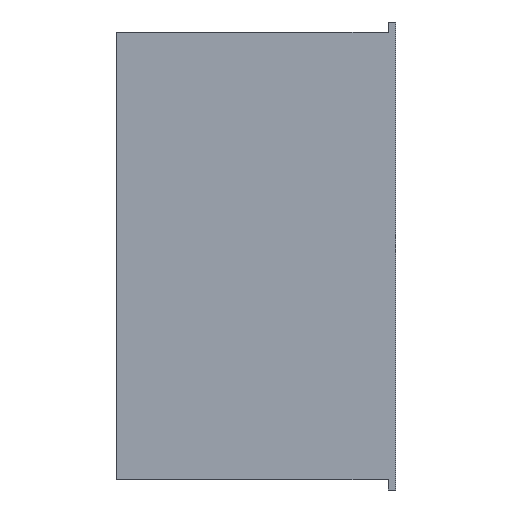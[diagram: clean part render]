
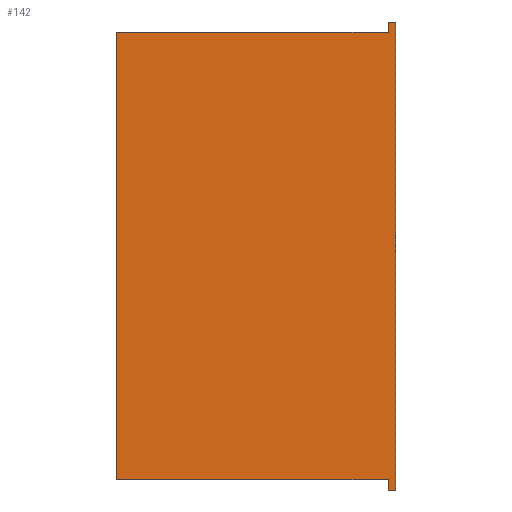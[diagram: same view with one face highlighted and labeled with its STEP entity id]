
A CAD part, front view. The second image highlights one B-rep face of the part: STEP entity #142.
In plain terms, the highlighted planar face has unit normal (0, -1, 0).
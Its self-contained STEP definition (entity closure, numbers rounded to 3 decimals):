
#123 = EDGE_CURVE ( 'NONE', #890, #180, #1325, .T. ) ;
#127 = VERTEX_POINT ( 'NONE', #1411 ) ;
#142 = ADVANCED_FACE ( 'NONE', ( #788 ), #1416, .T. ) ;
#180 = VERTEX_POINT ( 'NONE', #765 ) ;
#191 = VERTEX_POINT ( 'NONE', #1279 ) ;
#199 = EDGE_CURVE ( 'NONE', #1252, #587, #944, .T. ) ;
#203 = VECTOR ( 'NONE', #1165, 1000. ) ;
#236 = VERTEX_POINT ( 'NONE', #657 ) ;
#253 = DIRECTION ( 'NONE',  ( -1., 0., 0. ) ) ;
#257 = LINE ( 'NONE', #1116, #965 ) ;
#265 = DIRECTION ( 'NONE',  ( 0., 0., -1. ) ) ;
#332 = CARTESIAN_POINT ( 'NONE',  ( 54., -4., 89. ) ) ;
#338 = DIRECTION ( 'NONE',  ( -1., 0., 0. ) ) ;
#367 = ORIENTED_EDGE ( 'NONE', *, *, #1509, .T. ) ;
#384 = DIRECTION ( 'NONE',  ( 0., 0., -1. ) ) ;
#387 = CARTESIAN_POINT ( 'NONE',  ( 57., -4., 93. ) ) ;
#404 = VECTOR ( 'NONE', #338, 1000. ) ;
#405 = DIRECTION ( 'NONE',  ( 0., 0., -1. ) ) ;
#456 = DIRECTION ( 'NONE',  ( 0., 0., -1. ) ) ;
#497 = CARTESIAN_POINT ( 'NONE',  ( 57., -4., 93. ) ) ;
#507 = DIRECTION ( 'NONE',  ( 0., 0., -1. ) ) ;
#578 = LINE ( 'NONE', #629, #203 ) ;
#587 = VERTEX_POINT ( 'NONE', #1614 ) ;
#606 = ORIENTED_EDGE ( 'NONE', *, *, #974, .T. ) ;
#622 = CARTESIAN_POINT ( 'NONE',  ( 54., -4., 93. ) ) ;
#629 = CARTESIAN_POINT ( 'NONE',  ( -54., -4., -89. ) ) ;
#657 = CARTESIAN_POINT ( 'NONE',  ( -54., -4., 89. ) ) ;
#666 = LINE ( 'NONE', #497, #846 ) ;
#681 = VECTOR ( 'NONE', #507, 1000. ) ;
#705 = EDGE_CURVE ( 'NONE', #972, #587, #257, .T. ) ;
#721 = VECTOR ( 'NONE', #265, 1000. ) ;
#739 = EDGE_LOOP ( 'NONE', ( #606, #1286, #1149, #1442, #1053, #1311, #1115, #367 ) ) ;
#765 = CARTESIAN_POINT ( 'NONE',  ( 54., -4., 89. ) ) ;
#778 = CARTESIAN_POINT ( 'NONE',  ( 54., -4., 93. ) ) ;
#788 = FACE_OUTER_BOUND ( 'NONE', #739, .T. ) ;
#846 = VECTOR ( 'NONE', #253, 1000. ) ;
#890 = VERTEX_POINT ( 'NONE', #622 ) ;
#897 = EDGE_CURVE ( 'NONE', #127, #972, #1089, .T. ) ;
#905 = CARTESIAN_POINT ( 'NONE',  ( 57., -4., -93. ) ) ;
#944 = LINE ( 'NONE', #778, #1460 ) ;
#965 = VECTOR ( 'NONE', #1627, 1000. ) ;
#972 = VERTEX_POINT ( 'NONE', #905 ) ;
#974 = EDGE_CURVE ( 'NONE', #191, #1252, #578, .T. ) ;
#1031 = CARTESIAN_POINT ( 'NONE',  ( 54., -4., 93. ) ) ;
#1052 = CARTESIAN_POINT ( 'NONE',  ( 54., -4., -89. ) ) ;
#1053 = ORIENTED_EDGE ( 'NONE', *, *, #1094, .T. ) ;
#1089 = LINE ( 'NONE', #387, #721 ) ;
#1094 = EDGE_CURVE ( 'NONE', #127, #890, #666, .T. ) ;
#1115 = ORIENTED_EDGE ( 'NONE', *, *, #1402, .T. ) ;
#1116 = CARTESIAN_POINT ( 'NONE',  ( 57., -4., -93. ) ) ;
#1131 = AXIS2_PLACEMENT_3D ( 'NONE', #1157, #1539, #405 ) ;
#1149 = ORIENTED_EDGE ( 'NONE', *, *, #705, .F. ) ;
#1157 = CARTESIAN_POINT ( 'NONE',  ( 0., -4., 0. ) ) ;
#1165 = DIRECTION ( 'NONE',  ( 1., 0., 0. ) ) ;
#1202 = LINE ( 'NONE', #1600, #1615 ) ;
#1252 = VERTEX_POINT ( 'NONE', #1052 ) ;
#1279 = CARTESIAN_POINT ( 'NONE',  ( -54., -4., -89. ) ) ;
#1286 = ORIENTED_EDGE ( 'NONE', *, *, #199, .T. ) ;
#1311 = ORIENTED_EDGE ( 'NONE', *, *, #123, .T. ) ;
#1325 = LINE ( 'NONE', #1031, #681 ) ;
#1396 = LINE ( 'NONE', #332, #404 ) ;
#1402 = EDGE_CURVE ( 'NONE', #180, #236, #1396, .T. ) ;
#1411 = CARTESIAN_POINT ( 'NONE',  ( 57., -4., 93. ) ) ;
#1416 = PLANE ( 'NONE',  #1131 ) ;
#1442 = ORIENTED_EDGE ( 'NONE', *, *, #897, .F. ) ;
#1460 = VECTOR ( 'NONE', #384, 1000. ) ;
#1509 = EDGE_CURVE ( 'NONE', #236, #191, #1202, .T. ) ;
#1539 = DIRECTION ( 'NONE',  ( 0., -1., 0. ) ) ;
#1600 = CARTESIAN_POINT ( 'NONE',  ( -54., -4., 89. ) ) ;
#1614 = CARTESIAN_POINT ( 'NONE',  ( 54., -4., -93. ) ) ;
#1615 = VECTOR ( 'NONE', #456, 1000. ) ;
#1627 = DIRECTION ( 'NONE',  ( -1., 0., 0. ) ) ;
